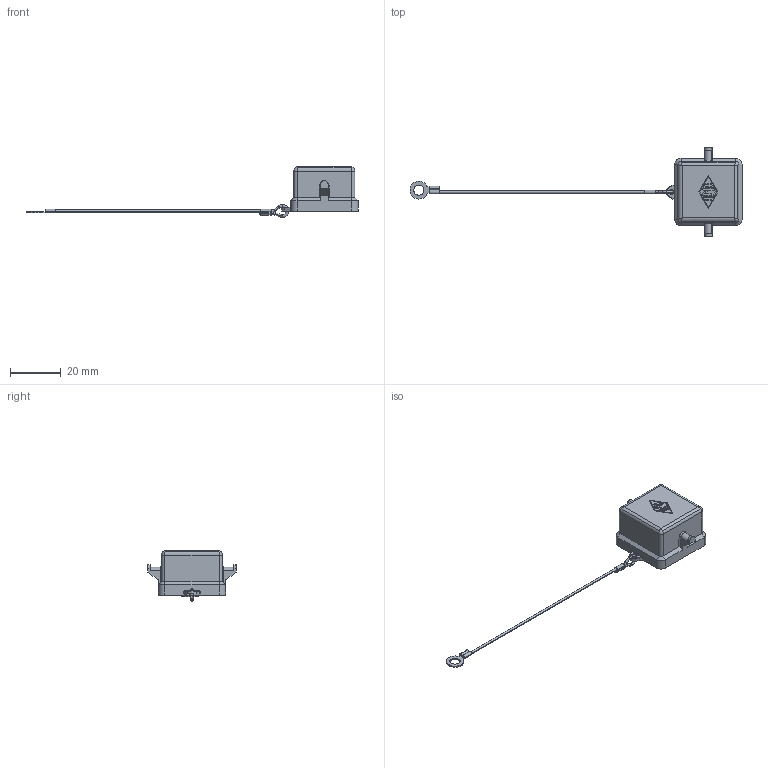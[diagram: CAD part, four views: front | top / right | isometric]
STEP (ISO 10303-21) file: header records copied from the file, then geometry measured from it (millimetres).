
FILE_DESCRIPTION((''),'2;1');
FILE_NAME('CK 03 CN.stp','2006-12-07T10:24:12',('gembarski'),(''),'Autodesk Inventor 7','Autodesk Inventor 7','');
FILE_SCHEMA(('AUTOMOTIVE_DESIGN { 1 0 10303 214 1 1 1 1 }'));
Length unit declared in the file: millimetre
Products named in the file (1): CK-MK Schutzdeckel Größe 21_21 Kunststoff
Bounding box: 130.74 x 35 x 20 mm (x, y, z)
Volume: 3847.4 mm3; surface area: 5089.5 mm2
Topology: 1 solids, 1 shells, 231 faces, 612 edges, 385 vertices
Faces by surface type: cylinder 99, plane 93, torus 18, bspline 13, cone 8
Entity records: 7691 total; most frequent: CARTESIAN_POINT 1839, DIRECTION 1271, ORIENTED_EDGE 1204, EDGE_CURVE 602, AXIS2_PLACEMENT_3D 466, VERTEX_POINT 383, VECTOR 339, LINE 339
